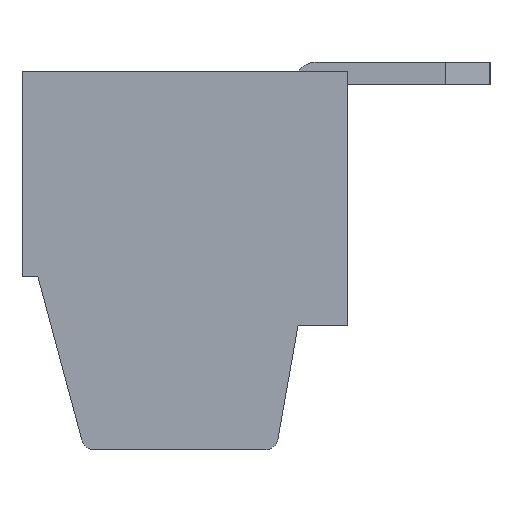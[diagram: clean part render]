
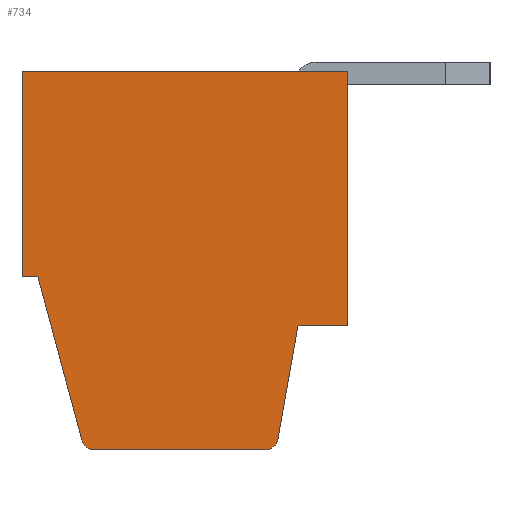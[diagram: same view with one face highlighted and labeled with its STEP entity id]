
A CAD part, left-side view. The second image highlights one B-rep face of the part: STEP entity #734.
In plain terms, the highlighted planar face has unit normal (-1, 0, 0).
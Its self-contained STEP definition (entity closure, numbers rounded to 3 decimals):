
#734 = ADVANCED_FACE( '', ( #1673 ), #1674, .T. );
#1673 = FACE_OUTER_BOUND( '', #2776, .T. );
#1674 = PLANE( '', #2777 );
#2776 = EDGE_LOOP( '', ( #4903, #4904, #4905, #4906, #4907, #4908, #4909, #4910, #4911, #4912 ) );
#2777 = AXIS2_PLACEMENT_3D( '', #4913, #4914, #4915 );
#4903 = ORIENTED_EDGE( '', *, *, #6883, .T. );
#4904 = ORIENTED_EDGE( '', *, *, #6884, .T. );
#4905 = ORIENTED_EDGE( '', *, *, #6344, .T. );
#4906 = ORIENTED_EDGE( '', *, *, #6885, .T. );
#4907 = ORIENTED_EDGE( '', *, *, #6287, .T. );
#4908 = ORIENTED_EDGE( '', *, *, #6748, .T. );
#4909 = ORIENTED_EDGE( '', *, *, #6410, .T. );
#4910 = ORIENTED_EDGE( '', *, *, #6228, .T. );
#4911 = ORIENTED_EDGE( '', *, *, #6643, .T. );
#4912 = ORIENTED_EDGE( '', *, *, #6807, .T. );
#4913 = CARTESIAN_POINT( '', ( 165.647, 229.734, -4.2 ) );
#4914 = DIRECTION( '', ( -1., 0., 0. ) );
#4915 = DIRECTION( '', ( 0., -1., 0. ) );
#6228 = EDGE_CURVE( '', #7444, #7442, #7445, .T. );
#6287 = EDGE_CURVE( '', #7548, #7549, #7550, .T. );
#6344 = EDGE_CURVE( '', #7642, #7643, #7644, .T. );
#6410 = EDGE_CURVE( '', #7749, #7444, #7750, .T. );
#6643 = EDGE_CURVE( '', #7442, #8110, #8111, .T. );
#6748 = EDGE_CURVE( '', #7549, #7749, #8258, .T. );
#6807 = EDGE_CURVE( '', #8110, #8341, #8342, .T. );
#6883 = EDGE_CURVE( '', #8341, #8446, #8447, .T. );
#6884 = EDGE_CURVE( '', #8446, #7642, #8448, .T. );
#6885 = EDGE_CURVE( '', #7643, #7548, #8449, .T. );
#7442 = VERTEX_POINT( '', #9153 );
#7444 = VERTEX_POINT( '', #9156 );
#7445 = LINE( '', #9157, #9158 );
#7548 = VERTEX_POINT( '', #9302 );
#7549 = VERTEX_POINT( '', #9303 );
#7550 = LINE( '', #9304, #9305 );
#7642 = VERTEX_POINT( '', #9431 );
#7643 = VERTEX_POINT( '', #9432 );
#7644 = LINE( '', #9433, #9434 );
#7749 = VERTEX_POINT( '', #9575 );
#7750 = LINE( '', #9576, #9577 );
#8110 = VERTEX_POINT( '', #10078 );
#8111 = LINE( '', #10079, #10080 );
#8258 = LINE( '', #10297, #10298 );
#8341 = VERTEX_POINT( '', #10404 );
#8342 = LINE( '', #10405, #10406 );
#8446 = VERTEX_POINT( '', #10553 );
#8447 = LINE( '', #10554, #10555 );
#8448 = CIRCLE( '', #10556, 0.3 );
#8449 = CIRCLE( '', #10557, 0.3 );
#9153 = CARTESIAN_POINT( '', ( 165.647, 229.734, 0. ) );
#9156 = CARTESIAN_POINT( '', ( 165.647, 222.434, 0. ) );
#9157 = CARTESIAN_POINT( '', ( 165.647, 229.734, 0. ) );
#9158 = VECTOR( '', #11153, 1000. );
#9302 = CARTESIAN_POINT( '', ( 165.647, 223.991, -8.252 ) );
#9303 = CARTESIAN_POINT( '', ( 165.647, 223.541, -5.7 ) );
#9304 = CARTESIAN_POINT( '', ( 165.647, 223.541, -5.7 ) );
#9305 = VECTOR( '', #11219, 1000. );
#9431 = CARTESIAN_POINT( '', ( 165.647, 228.104, -8.5 ) );
#9432 = CARTESIAN_POINT( '', ( 165.647, 224.286, -8.5 ) );
#9433 = CARTESIAN_POINT( '', ( 165.647, 224.286, -8.5 ) );
#9434 = VECTOR( '', #11284, 1000. );
#9575 = CARTESIAN_POINT( '', ( 165.647, 222.434, -5.7 ) );
#9576 = CARTESIAN_POINT( '', ( 165.647, 222.434, 0. ) );
#9577 = VECTOR( '', #11375, 1000. );
#10078 = CARTESIAN_POINT( '', ( 165.647, 229.734, -4.6 ) );
#10079 = CARTESIAN_POINT( '', ( 165.647, 229.734, -4.6 ) );
#10080 = VECTOR( '', #11613, 1000. );
#10297 = CARTESIAN_POINT( '', ( 165.647, 222.434, -5.7 ) );
#10298 = VECTOR( '', #11705, 1000. );
#10404 = CARTESIAN_POINT( '', ( 165.647, 229.379, -4.6 ) );
#10405 = CARTESIAN_POINT( '', ( 165.647, 229.379, -4.6 ) );
#10406 = VECTOR( '', #11762, 1000. );
#10553 = CARTESIAN_POINT( '', ( 165.647, 228.394, -8.278 ) );
#10554 = CARTESIAN_POINT( '', ( 165.647, 228.394, -8.278 ) );
#10555 = VECTOR( '', #11833, 1000. );
#10556 = AXIS2_PLACEMENT_3D( '', #11834, #11835, #11836 );
#10557 = AXIS2_PLACEMENT_3D( '', #11837, #11838, #11839 );
#11153 = DIRECTION( '', ( 0., 1., 0. ) );
#11219 = DIRECTION( '', ( 0., -0.174, 0.985 ) );
#11284 = DIRECTION( '', ( 0., -1., 0. ) );
#11375 = DIRECTION( '', ( 0., 0., 1. ) );
#11613 = DIRECTION( '', ( 0., 0., -1. ) );
#11705 = DIRECTION( '', ( 0., -1., 0. ) );
#11762 = DIRECTION( '', ( 0., -1., 0. ) );
#11833 = DIRECTION( '', ( 0., -0.259, -0.966 ) );
#11834 = CARTESIAN_POINT( '', ( 165.647, 228.104, -8.2 ) );
#11835 = DIRECTION( '', ( -1., 0., 0. ) );
#11836 = DIRECTION( '', ( 0., -1., 0. ) );
#11837 = CARTESIAN_POINT( '', ( 165.647, 224.286, -8.2 ) );
#11838 = DIRECTION( '', ( -1., 0., 0. ) );
#11839 = DIRECTION( '', ( 0., -1., 0. ) );
